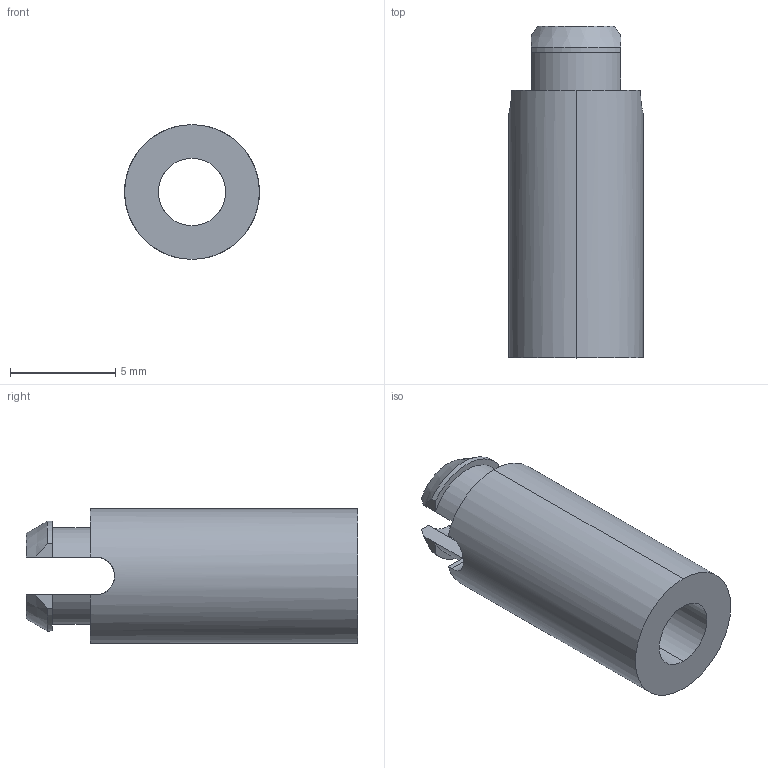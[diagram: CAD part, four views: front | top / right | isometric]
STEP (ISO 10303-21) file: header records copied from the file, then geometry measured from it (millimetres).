
FILE_DESCRIPTION (( 'STEP AP214' ), '1' );
FILE_NAME ('SRS4-8-01-RS40.STEP', '2011-01-06T15:22:47', ( '' ), ( '' ), 'SwSTEP 2.0', 'SolidWorks 2010', '' );
FILE_SCHEMA (( 'AUTOMOTIVE_DESIGN' ));
Length unit declared in the file: millimetre
Products named in the file (1): SRS4-8-01-RS40
Bounding box: 6.4 x 15.75 x 6.4 mm (x, y, z)
Volume: 320 mm3; surface area: 493.4 mm2
Topology: 1 solids, 1 shells, 29 faces, 84 edges, 56 vertices
Faces by surface type: plane 15, cylinder 11, cone 3
Entity records: 1062 total; most frequent: CARTESIAN_POINT 254, ORIENTED_EDGE 168, DIRECTION 158, EDGE_CURVE 84, AXIS2_PLACEMENT_3D 56, VERTEX_POINT 56, VECTOR 46, LINE 46
